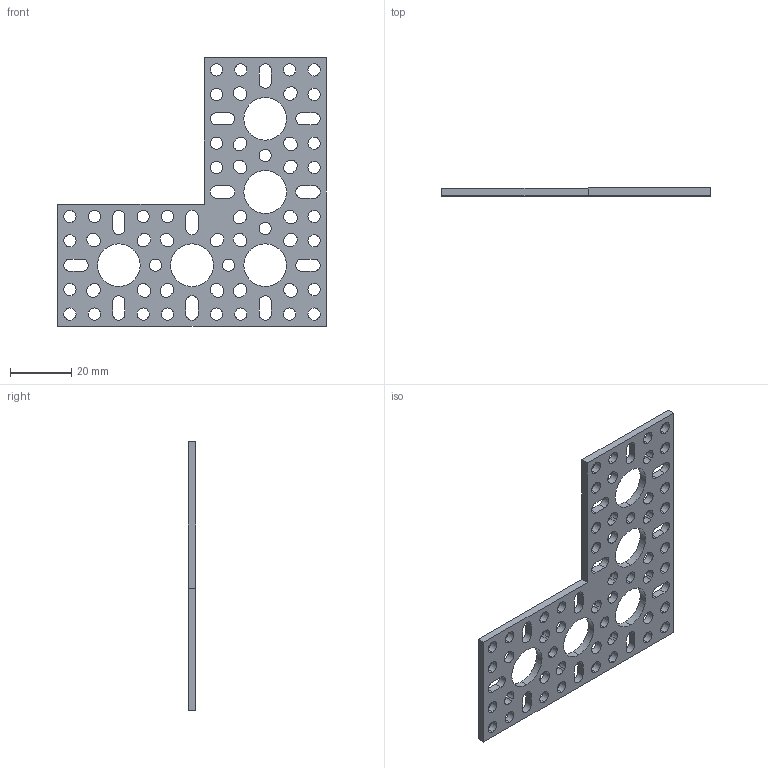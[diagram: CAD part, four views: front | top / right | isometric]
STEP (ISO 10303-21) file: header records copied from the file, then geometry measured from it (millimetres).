
FILE_DESCRIPTION (( 'STEP AP203' ), '1' );
FILE_NAME ('1108-0040-0007.STEP', '2017-03-30T20:27:08', ( '' ), ( '' ), 'SwSTEP 2.0', 'SolidWorks 2016', '' );
FILE_SCHEMA (( 'CONFIG_CONTROL_DESIGN' ));
Length unit declared in the file: millimetre
Products named in the file (1): 1108-0040-0007
Bounding box: 88 x 2.5 x 88 mm (x, y, z)
Volume: 9079.3 mm3; surface area: 10981.1 mm2
Topology: 1 solids, 1 shells, 234 faces, 696 edges, 464 vertices
Faces by surface type: cylinder 162, plane 72
Entity records: 8353 total; most frequent: DIRECTION 1490, CARTESIAN_POINT 1395, ORIENTED_EDGE 1392, EDGE_CURVE 696, AXIS2_PLACEMENT_3D 559, VERTEX_POINT 464, VECTOR 372, LINE 372
